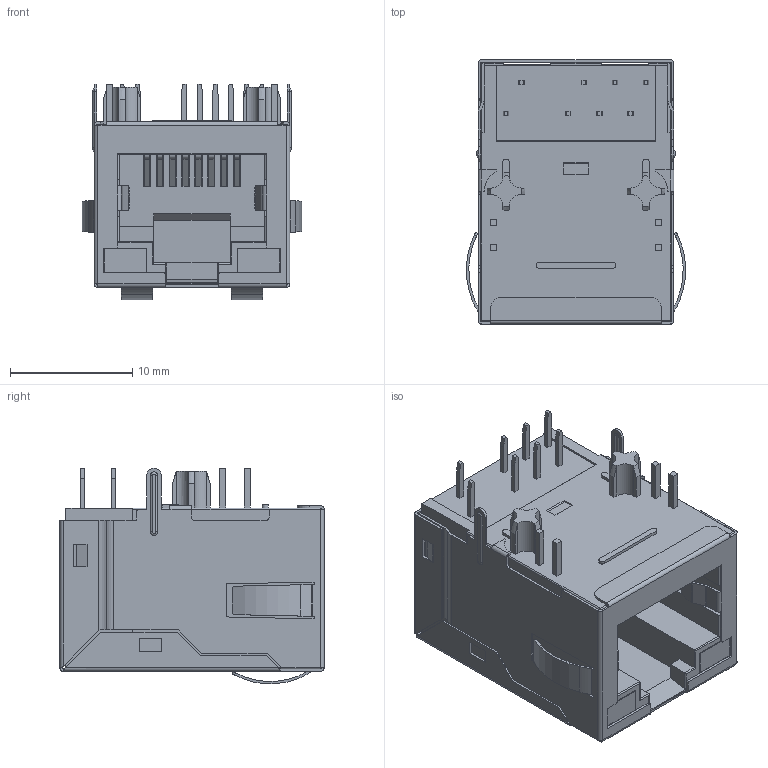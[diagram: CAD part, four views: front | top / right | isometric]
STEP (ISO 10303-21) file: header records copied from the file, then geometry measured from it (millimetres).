
FILE_DESCRIPTION( ( 'Unknown' ), '1' );
FILE_NAME( '7499211125.stp', 'Unknown', ( 'Unknown' ), ( 'Unknown' ), 'PSStep 21.0.46', 'Unknown', ' ' );
FILE_SCHEMA( ( 'AUTOMOTIVE_DESIGN { 1 0 10303 214 1 1 1 1 }' ) );
Length unit declared in the file: millimetre
Products named in the file (3): Assem1; insulator; shielding
Assembly tree (2 placements, depth 2):
  Assem1
    insulator
    shielding
Bounding box: 17.91 x 21.6 x 17.61 mm (x, y, z)
Volume: 3354.3 mm3; surface area: 5135 mm2
Topology: 2 solids, 2 shells, 769 faces, 2094 edges, 1352 vertices
Faces by surface type: plane 529, cylinder 196, extrusion 14, bspline 14, cone 8, sphere 4, torus 4
Entity records: 30902 total; most frequent: CARTESIAN_POINT 5354, ORIENTED_EDGE 4180, DIRECTION 3780, EDGE_CURVE 2090, VECTOR 1504, LINE 1490, VERTEX_POINT 1352, AXIS2_PLACEMENT_3D 1138
